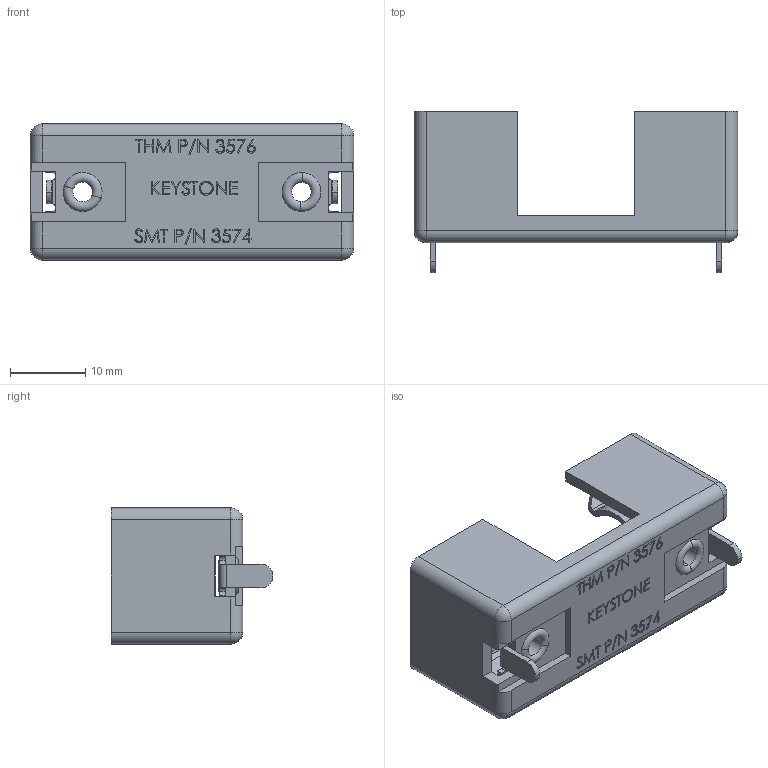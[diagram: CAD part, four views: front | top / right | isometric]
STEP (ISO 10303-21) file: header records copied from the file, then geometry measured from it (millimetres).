
FILE_DESCRIPTION((''),'2;1');
FILE_NAME('KEYSTONE-PN3576','2026-02-18T22:32:23',('Samuel'),(''),'CREO PARAMETRIC BY PTC INC, 2023073','CREO PARAMETRIC BY PTC INC, 2023073','');
FILE_SCHEMA(('CONFIG_CONTROL_DESIGN'));
Length unit declared in the file: millimetre
Products named in the file (1): KEYSTONE-PN3576
Bounding box: 43.05 x 21.54 x 18.14 mm (x, y, z)
Surface area: 6142 mm2 (no closed solid volume)
Topology: 0 solids, 5 shells, 510 faces, 1556 edges, 1022 vertices
Faces by surface type: plane 318, extrusion 92, cylinder 88, torus 8, sphere 4
Entity records: 21100 total; most frequent: CARTESIAN_POINT 7634, ORIENTED_EDGE 2758, DIRECTION 2478, EDGE_CURVE 1552, VECTOR 1202, LINE 1110, VERTEX_POINT 1022, AXIS2_PLACEMENT_3D 638
